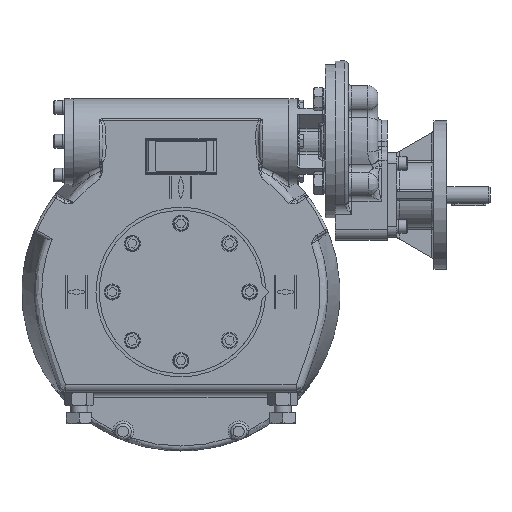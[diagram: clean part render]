
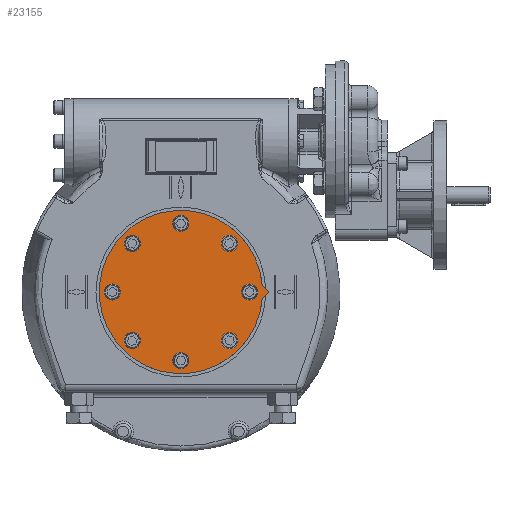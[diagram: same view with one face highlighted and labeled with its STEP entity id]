
A CAD part, top view. The second image highlights one B-rep face of the part: STEP entity #23155.
In plain terms, the highlighted planar face has unit normal (0, 0, 1).
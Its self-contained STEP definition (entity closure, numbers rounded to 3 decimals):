
#2254=CIRCLE('',#29219,96.25);
#2263=CIRCLE('',#29232,6.5);
#2264=CIRCLE('',#29233,6.5);
#2265=CIRCLE('',#29234,6.5);
#2266=CIRCLE('',#29235,6.5);
#2267=CIRCLE('',#29236,6.5);
#2268=CIRCLE('',#29237,6.5);
#2269=CIRCLE('',#29238,6.5);
#2270=CIRCLE('',#29239,6.5);
#7802=ORIENTED_EDGE('',*,*,#11762,.F.);
#7803=ORIENTED_EDGE('',*,*,#11763,.F.);
#7804=ORIENTED_EDGE('',*,*,#11764,.F.);
#7805=ORIENTED_EDGE('',*,*,#11765,.F.);
#7806=ORIENTED_EDGE('',*,*,#11766,.F.);
#7807=ORIENTED_EDGE('',*,*,#11767,.F.);
#7808=ORIENTED_EDGE('',*,*,#11768,.F.);
#7809=ORIENTED_EDGE('',*,*,#11769,.F.);
#7810=ORIENTED_EDGE('',*,*,#11747,.T.);
#7811=ORIENTED_EDGE('',*,*,#11751,.T.);
#7812=ORIENTED_EDGE('',*,*,#11753,.T.);
#11747=EDGE_CURVE('',#14421,#14420,#2254,.T.);
#11751=EDGE_CURVE('',#14420,#14423,#16250,.T.);
#11753=EDGE_CURVE('',#14423,#14421,#16252,.T.);
#11762=EDGE_CURVE('',#14432,#14432,#2263,.T.);
#11763=EDGE_CURVE('',#14433,#14433,#2264,.T.);
#11764=EDGE_CURVE('',#14434,#14434,#2265,.T.);
#11765=EDGE_CURVE('',#14435,#14435,#2266,.T.);
#11766=EDGE_CURVE('',#14436,#14436,#2267,.T.);
#11767=EDGE_CURVE('',#14437,#14437,#2268,.T.);
#11768=EDGE_CURVE('',#14438,#14438,#2269,.T.);
#11769=EDGE_CURVE('',#14439,#14439,#2270,.T.);
#14420=VERTEX_POINT('',#56800);
#14421=VERTEX_POINT('',#56802);
#14423=VERTEX_POINT('',#56808);
#14432=VERTEX_POINT('',#56832);
#14433=VERTEX_POINT('',#56834);
#14434=VERTEX_POINT('',#56836);
#14435=VERTEX_POINT('',#56838);
#14436=VERTEX_POINT('',#56840);
#14437=VERTEX_POINT('',#56842);
#14438=VERTEX_POINT('',#56844);
#14439=VERTEX_POINT('',#56846);
#16250=LINE('',#56809,#17951);
#16252=LINE('',#56812,#17953);
#17951=VECTOR('',#34769,1000.);
#17953=VECTOR('',#34773,1000.);
#19527=EDGE_LOOP('',(#7802));
#19528=EDGE_LOOP('',(#7803));
#19529=EDGE_LOOP('',(#7804));
#19530=EDGE_LOOP('',(#7805));
#19531=EDGE_LOOP('',(#7806));
#19532=EDGE_LOOP('',(#7807));
#19533=EDGE_LOOP('',(#7808));
#19534=EDGE_LOOP('',(#7809));
#19535=EDGE_LOOP('',(#7810,#7811,#7812));
#21177=FACE_BOUND('',#19527,.T.);
#21178=FACE_BOUND('',#19528,.T.);
#21179=FACE_BOUND('',#19529,.T.);
#21180=FACE_BOUND('',#19530,.T.);
#21181=FACE_BOUND('',#19531,.T.);
#21182=FACE_BOUND('',#19532,.T.);
#21183=FACE_BOUND('',#19533,.T.);
#21184=FACE_BOUND('',#19534,.T.);
#21185=FACE_BOUND('',#19535,.T.);
#21948=PLANE('',#29231);
#23155=ADVANCED_FACE('',(#21177,#21178,#21179,#21180,#21181,#21182,#21183,
#21184,#21185),#21948,.T.);
#29219=AXIS2_PLACEMENT_3D('',#56801,#34762,#34763);
#29231=AXIS2_PLACEMENT_3D('',#56830,#34792,#34793);
#29232=AXIS2_PLACEMENT_3D('',#56831,#34794,#34795);
#29233=AXIS2_PLACEMENT_3D('',#56833,#34796,#34797);
#29234=AXIS2_PLACEMENT_3D('',#56835,#34798,#34799);
#29235=AXIS2_PLACEMENT_3D('',#56837,#34800,#34801);
#29236=AXIS2_PLACEMENT_3D('',#56839,#34802,#34803);
#29237=AXIS2_PLACEMENT_3D('',#56841,#34804,#34805);
#29238=AXIS2_PLACEMENT_3D('',#56843,#34806,#34807);
#29239=AXIS2_PLACEMENT_3D('',#56845,#34808,#34809);
#34762=DIRECTION('',(0.,0.,1.));
#34763=DIRECTION('',(1.,0.,0.));
#34769=DIRECTION('',(0.707,0.707,0.));
#34773=DIRECTION('',(-0.707,0.707,0.));
#34792=DIRECTION('',(0.,0.,1.));
#34793=DIRECTION('',(1.,0.,0.));
#34794=DIRECTION('',(0.,0.,1.));
#34795=DIRECTION('',(0.707,0.707,0.));
#34796=DIRECTION('',(0.,0.,1.));
#34797=DIRECTION('',(0.,1.,0.));
#34798=DIRECTION('',(0.,0.,1.));
#34799=DIRECTION('',(-0.707,0.707,0.));
#34800=DIRECTION('',(0.,0.,1.));
#34801=DIRECTION('',(-1.,0.,0.));
#34802=DIRECTION('',(0.,0.,1.));
#34803=DIRECTION('',(-0.707,-0.707,0.));
#34804=DIRECTION('',(0.,0.,1.));
#34805=DIRECTION('',(0.,-1.,0.));
#34806=DIRECTION('',(0.,0.,1.));
#34807=DIRECTION('',(0.707,-0.707,0.));
#34808=DIRECTION('',(0.,0.,1.));
#34809=DIRECTION('',(1.,0.,0.));
#56800=CARTESIAN_POINT('',(95.932,-7.818,54.15));
#56801=CARTESIAN_POINT('',(0.,0.,54.15));
#56802=CARTESIAN_POINT('',(95.932,7.818,54.15));
#56808=CARTESIAN_POINT('',(103.75,0.,54.15));
#56809=CARTESIAN_POINT('',(95.932,-7.818,54.15));
#56812=CARTESIAN_POINT('',(103.75,0.,54.15));
#56830=CARTESIAN_POINT('',(0.,0.,54.15));
#56831=CARTESIAN_POINT('',(-57.276,57.276,54.15));
#56832=CARTESIAN_POINT('',(-52.679,61.872,54.15));
#56833=CARTESIAN_POINT('',(-81.,0.,54.15));
#56834=CARTESIAN_POINT('',(-81.,6.5,54.15));
#56835=CARTESIAN_POINT('',(-57.276,-57.276,54.15));
#56836=CARTESIAN_POINT('',(-61.872,-52.679,54.15));
#56837=CARTESIAN_POINT('',(0.,-81.,54.15));
#56838=CARTESIAN_POINT('',(-6.5,-81.,54.15));
#56839=CARTESIAN_POINT('',(57.276,-57.276,54.15));
#56840=CARTESIAN_POINT('',(52.679,-61.872,54.15));
#56841=CARTESIAN_POINT('',(81.,0.,54.15));
#56842=CARTESIAN_POINT('',(81.,-6.5,54.15));
#56843=CARTESIAN_POINT('',(57.276,57.276,54.15));
#56844=CARTESIAN_POINT('',(61.872,52.679,54.15));
#56845=CARTESIAN_POINT('',(0.,81.,54.15));
#56846=CARTESIAN_POINT('',(6.5,81.,54.15));
